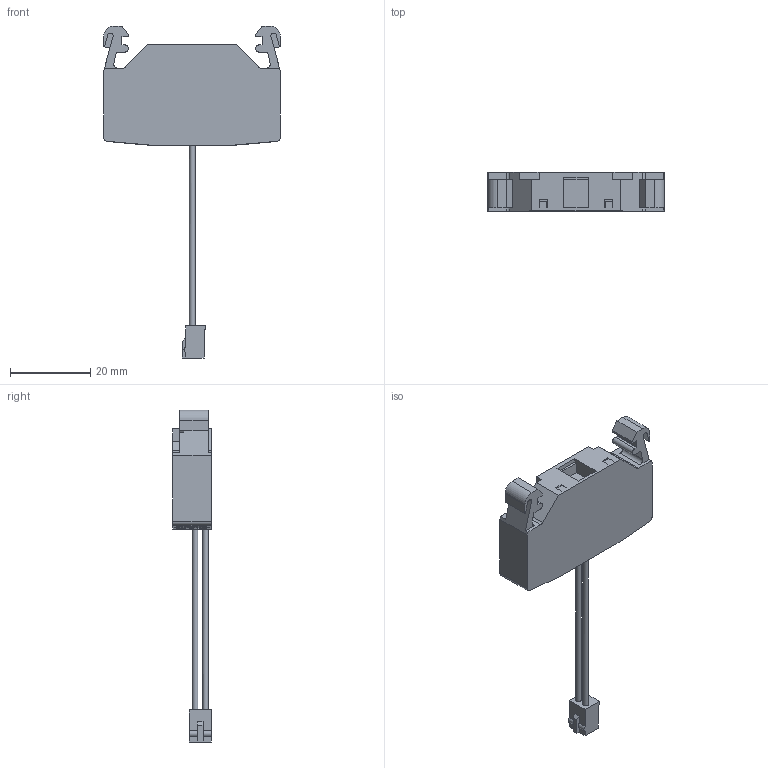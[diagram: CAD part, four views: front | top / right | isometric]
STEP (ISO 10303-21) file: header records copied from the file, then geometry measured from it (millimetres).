
FILE_DESCRIPTION(/* description */ (''),/* implementation_level */ '2;1');
FILE_NAME(/* name */ 'DSAL.stp',/* time_stamp */ '2019-10-22T11:11:26+02:00',/* author */ ('thagel'),/* organization */ (''),/* preprocessor_version */ 'ST-DEVELOPER v17.2',/* originating_system */ 'Autodesk Inventor 2019',/* authorisation */ '');
FILE_SCHEMA (('AUTOMOTIVE_DESIGN { 1 0 10303 214 3 1 1 }'));
Length unit declared in the file: millimetre
Products named in the file (1): DSAL
Bounding box: 44 x 9.6 x 82.7 mm (x, y, z)
Volume: 9575 mm3; surface area: 5883.6 mm2
Topology: 1 solids, 9 shells, 369 faces, 990 edges, 654 vertices
Faces by surface type: plane 301, cylinder 60, cone 8
Full cylindrical faces by diameter (mm): 1.4 x2
Entity records: 11435 total; most frequent: CARTESIAN_POINT 2034, ORIENTED_EDGE 1980, DIRECTION 1860, EDGE_CURVE 990, LINE 852, VECTOR 852, VERTEX_POINT 654, AXIS2_PLACEMENT_3D 504
